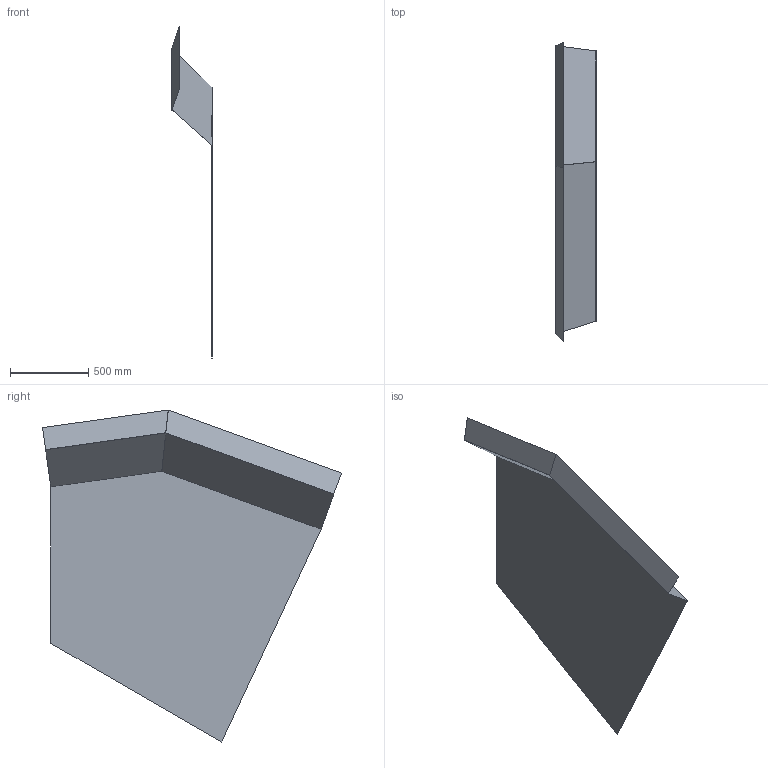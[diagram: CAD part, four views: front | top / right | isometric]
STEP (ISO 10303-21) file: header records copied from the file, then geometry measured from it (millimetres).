
FILE_DESCRIPTION(/* description */ (''),/* implementation_level */ '2;1');
FILE_NAME(/* name */ 'Faltung.stp',/* time_stamp */ '2013-07-22T10:35:23+02:00',/* author */ ('Martin'),/* organization */ (''),/* preprocessor_version */ 'ST-DEVELOPER v15.2',/* originating_system */ 'Autodesk Inventor 2014',/* authorisation */ '');
FILE_SCHEMA (('AUTOMOTIVE_DESIGN { 1 0 10303 214 3 1 1 }'));
Length unit declared in the file: millimetre
Products named in the file (1): Faltung
Bounding box: 256.17 x 1908.66 x 2120.12 mm (x, y, z)
Volume: 1463570.7 mm3; surface area: 5858165.9 mm2
Topology: 1 solids, 1 shells, 45 faces, 99 edges, 56 vertices
Faces by surface type: plane 31, cylinder 8, bspline 6
Entity records: 1290 total; most frequent: CARTESIAN_POINT 315, ORIENTED_EDGE 198, DIRECTION 187, EDGE_CURVE 99, LINE 75, VECTOR 75, VERTEX_POINT 56, AXIS2_PLACEMENT_3D 56
